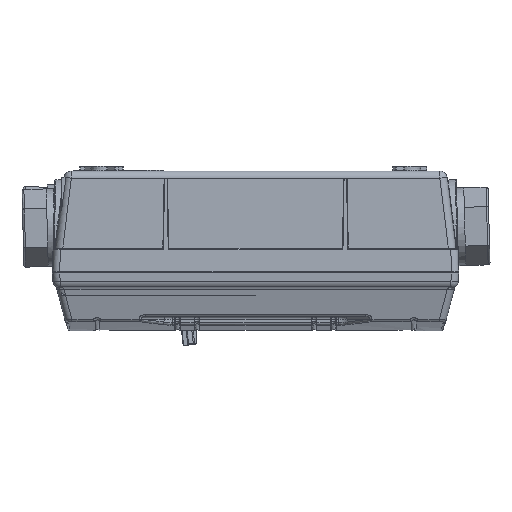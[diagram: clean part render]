
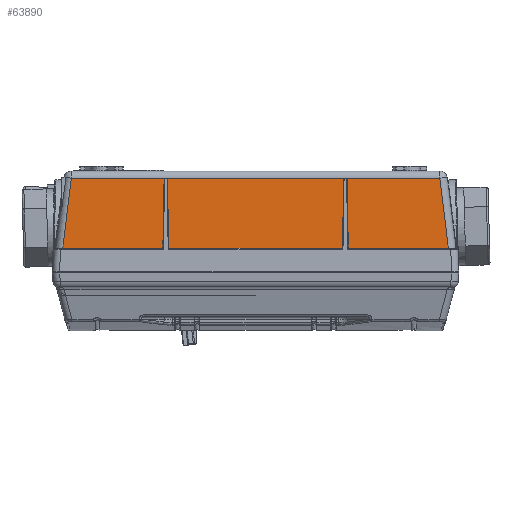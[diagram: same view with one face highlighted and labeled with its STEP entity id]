
A CAD part, left-side view. The second image highlights one B-rep face of the part: STEP entity #63890.
In plain terms, the highlighted planar face has unit normal (-1, 0, 0.022).
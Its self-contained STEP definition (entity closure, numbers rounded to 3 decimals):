
#15156=DIRECTION('',(0.,-1.,0.));
#15157=VECTOR('',#15156,41.237);
#15158=CARTESIAN_POINT('',(-58.186,196.998,
10.283));
#15159=LINE('',#15158,#15157);
#16736=DIRECTION('',(0.,-1.,0.));
#16737=VECTOR('',#16736,41.237);
#16738=CARTESIAN_POINT('',(-58.186,79.371,
10.283));
#16739=LINE('',#16738,#16737);
#16746=DIRECTION('',(-0.022,-0.121,-0.992));
#16747=VECTOR('',#16746,29.002);
#16748=CARTESIAN_POINT('',(-57.557,41.642,
39.066));
#16749=LINE('',#16748,#16747);
#16750=DIRECTION('',(0.022,0.017,1.));
#16751=VECTOR('',#16750,28.728);
#16752=CARTESIAN_POINT('',(-58.186,79.371,
10.283));
#16753=LINE('',#16752,#16751);
#16754=DIRECTION('',(0.,1.,0.));
#16755=VECTOR('',#16754,1.388);
#16756=CARTESIAN_POINT('',(-57.558,79.872,39.));
#16757=LINE('',#16756,#16755);
#16758=DIRECTION('',(-0.022,0.017,-1.));
#16759=VECTOR('',#16758,28.728);
#16760=CARTESIAN_POINT('',(-57.558,81.259,39.));
#16761=LINE('',#16760,#16759);
#16762=DIRECTION('',(0.022,0.017,1.));
#16763=VECTOR('',#16762,28.728);
#16764=CARTESIAN_POINT('',(-58.186,153.371,
10.283));
#16765=LINE('',#16764,#16763);
#16766=DIRECTION('',(0.,1.,0.));
#16767=VECTOR('',#16766,1.388);
#16768=CARTESIAN_POINT('',(-57.558,153.872,39.));
#16769=LINE('',#16768,#16767);
#16770=DIRECTION('',(-0.022,0.017,-1.));
#16771=VECTOR('',#16770,28.728);
#16772=CARTESIAN_POINT('',(-57.558,155.259,39.));
#16773=LINE('',#16772,#16771);
#16774=DIRECTION('',(0.022,-0.121,0.992));
#16775=VECTOR('',#16774,29.002);
#16776=CARTESIAN_POINT('',(-58.186,196.998,
10.283));
#16777=LINE('',#16776,#16775);
#16778=DIRECTION('',(0.,1.,0.));
#16779=VECTOR('',#16778,151.847);
#16780=CARTESIAN_POINT('',(-57.557,41.642,
39.066));
#16781=LINE('',#16780,#16779);
#16792=DIRECTION('',(0.,-1.,0.));
#16793=VECTOR('',#16792,71.61);
#16794=CARTESIAN_POINT('',(-58.186,153.371,
10.283));
#16795=LINE('',#16794,#16793);
#31634=CARTESIAN_POINT('',(-57.557,193.489,
39.066));
#31636=VERTEX_POINT('',#31634);
#31640=CARTESIAN_POINT('',(-58.186,196.998,
10.283));
#31641=VERTEX_POINT('',#31640);
#31646=CARTESIAN_POINT('',(-57.557,41.642,
39.066));
#31647=VERTEX_POINT('',#31646);
#31648=CARTESIAN_POINT('',(-58.186,38.133,
10.283));
#31649=VERTEX_POINT('',#31648);
#31650=CARTESIAN_POINT('',(-58.186,79.371,
10.283));
#31651=VERTEX_POINT('',#31650);
#31652=CARTESIAN_POINT('',(-57.558,79.872,39.));
#31653=VERTEX_POINT('',#31652);
#31654=CARTESIAN_POINT('',(-57.558,81.259,39.));
#31655=VERTEX_POINT('',#31654);
#31656=CARTESIAN_POINT('',(-58.186,81.761,
10.283));
#31657=VERTEX_POINT('',#31656);
#31658=CARTESIAN_POINT('',(-58.186,153.371,
10.283));
#31659=VERTEX_POINT('',#31658);
#31660=CARTESIAN_POINT('',(-57.558,153.872,39.));
#31661=VERTEX_POINT('',#31660);
#31662=CARTESIAN_POINT('',(-57.558,155.259,39.));
#31663=VERTEX_POINT('',#31662);
#31664=CARTESIAN_POINT('',(-58.186,155.761,
10.283));
#31665=VERTEX_POINT('',#31664);
#63869=CARTESIAN_POINT('',(-58.192,117.566,10.));
#63870=DIRECTION('',(1.,0.,-0.022));
#63871=DIRECTION('',(-0.022,0.,-1.));
#63872=AXIS2_PLACEMENT_3D('',#63869,#63870,#63871);
#63873=PLANE('',#63872);
#63875=ORIENTED_EDGE('',*,*,#63874,.F.);
#63876=ORIENTED_EDGE('',*,*,#63596,.T.);
#63877=ORIENTED_EDGE('',*,*,#63853,.F.);
#63878=ORIENTED_EDGE('',*,*,#61836,.T.);
#63879=ORIENTED_EDGE('',*,*,#61863,.T.);
#63880=ORIENTED_EDGE('',*,*,#61889,.T.);
#63882=ORIENTED_EDGE('',*,*,#63881,.F.);
#63883=ORIENTED_EDGE('',*,*,#62085,.T.);
#63884=ORIENTED_EDGE('',*,*,#62110,.T.);
#63885=ORIENTED_EDGE('',*,*,#62138,.T.);
#63886=ORIENTED_EDGE('',*,*,#62271,.F.);
#63887=ORIENTED_EDGE('',*,*,#62822,.T.);
#63888=EDGE_LOOP('',(#63875,#63876,#63877,#63878,#63879,#63880,#63882,#63883,
#63884,#63885,#63886,#63887));
#63889=FACE_OUTER_BOUND('',#63888,.F.);
#61836=EDGE_CURVE('',#31651,#31653,#16753,.T.);
#61863=EDGE_CURVE('',#31653,#31655,#16757,.T.);
#61889=EDGE_CURVE('',#31655,#31657,#16761,.T.);
#62085=EDGE_CURVE('',#31659,#31661,#16765,.T.);
#62110=EDGE_CURVE('',#31661,#31663,#16769,.T.);
#62138=EDGE_CURVE('',#31663,#31665,#16773,.T.);
#62271=EDGE_CURVE('',#31641,#31665,#15159,.T.);
#62822=EDGE_CURVE('',#31641,#31636,#16777,.T.);
#63596=EDGE_CURVE('',#31647,#31649,#16749,.T.);
#63853=EDGE_CURVE('',#31651,#31649,#16739,.T.);
#63874=EDGE_CURVE('',#31647,#31636,#16781,.T.);
#63881=EDGE_CURVE('',#31659,#31657,#16795,.T.);
#63890=ADVANCED_FACE('',(#63889),#63873,.F.);
